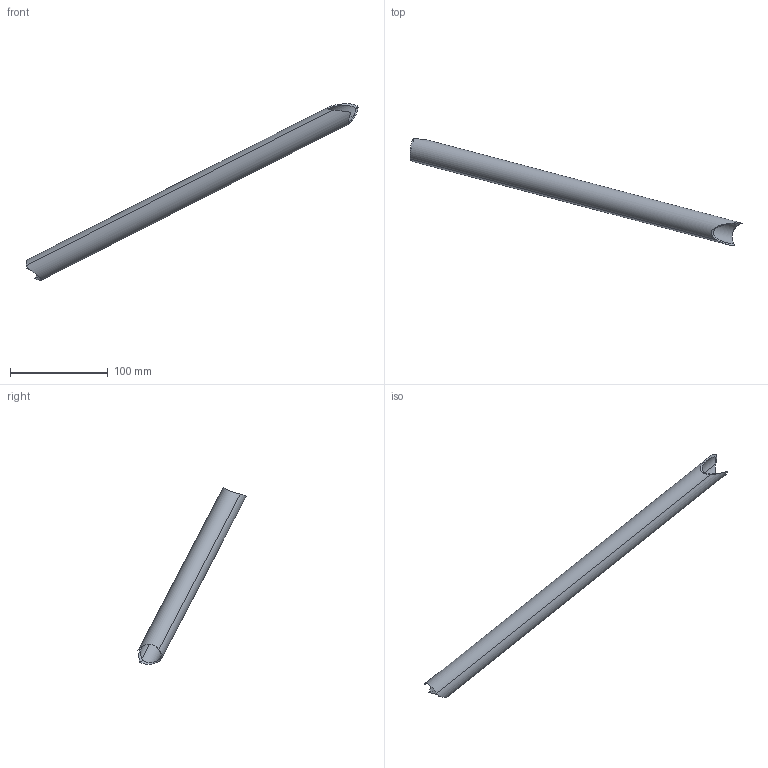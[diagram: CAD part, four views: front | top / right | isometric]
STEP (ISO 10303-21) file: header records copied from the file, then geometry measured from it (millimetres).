
FILE_DESCRIPTION(('STEP AP214'),'1');
FILE_NAME('5.stp','2018-12-06T12:31:52',(' '),(' '),'Spatial InterOp 3D',' ',' ');
FILE_SCHEMA(('automotive_design'));
Length unit declared in the file: metre
Products named in the file (1): Corps1
Bounding box: 339.47 x 110.5 x 180.5 mm (x, y, z)
Volume: 40409.7 mm3; surface area: 54362.9 mm2
Topology: 1 solids, 1 shells, 16 faces, 48 edges, 32 vertices
Faces by surface type: cylinder 16
Entity records: 1083 total; most frequent: CARTESIAN_POINT 523, ORIENTED_EDGE 96, DIRECTION 74, EDGE_CURVE 48, AXIS2_PLACEMENT_3D 33, VERTEX_POINT 32, B_SPLINE_CURVE_WITH_KNOTS 24, STYLED_ITEM 17
